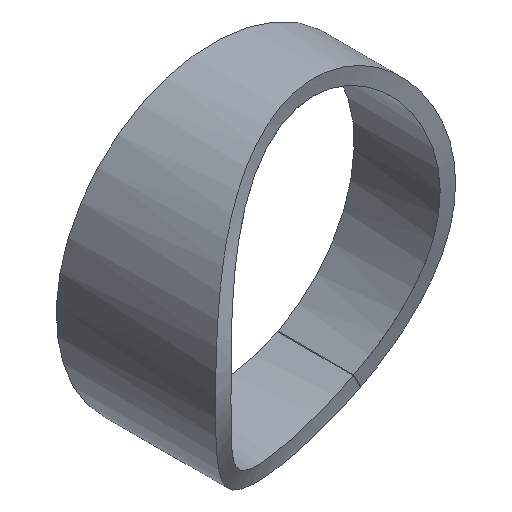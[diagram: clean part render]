
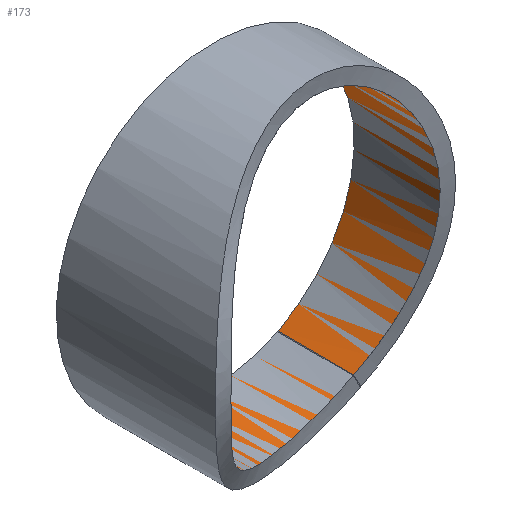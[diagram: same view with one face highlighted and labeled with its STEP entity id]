
A CAD part, isometric view. The second image highlights one B-rep face of the part: STEP entity #173.
In plain terms, the highlighted cylindrical face has radius 229 mm (diameter 458 mm), a partial arc.
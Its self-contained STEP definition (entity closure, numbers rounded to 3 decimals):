
#68=CARTESIAN_POINT('',(0.0,0.0,0.0));
#69=DIRECTION('',(0.0,1.0,0.0));
#70=DIRECTION('',(-1.0,0.0,0.0));
#71=AXIS2_PLACEMENT_3D('',#68,#69,#70);
#72=CYLINDRICAL_SURFACE('',#71,229.);
#73=CARTESIAN_POINT('',(104.554,480.,-203.739));
#74=VERTEX_POINT('',#73);
#75=CARTESIAN_POINT('',(105.443,480.,-203.28));
#76=VERTEX_POINT('',#75);
#77=CARTESIAN_POINT('',(104.554,480.,-203.739));
#78=CARTESIAN_POINT('',(96.554,479.992,-207.844));
#79=CARTESIAN_POINT('',(80.04,479.575,-215.125));
#80=CARTESIAN_POINT('',(58.57,477.889,-221.696));
#81=CARTESIAN_POINT('',(41.244,475.807,-225.384));
#82=CARTESIAN_POINT('',(28.265,473.887,-227.374));
#83=CARTESIAN_POINT('',(15.393,471.622,-228.602));
#84=CARTESIAN_POINT('',(4.828,469.465,-229.016));
#85=CARTESIAN_POINT('',(-3.472,467.597,-229.002));
#86=CARTESIAN_POINT('',(-11.821,465.603,-228.763));
#87=CARTESIAN_POINT('',(-26.462,461.786,-227.734));
#88=CARTESIAN_POINT('',(-55.733,452.891,-223.252));
#89=CARTESIAN_POINT('',(-96.063,436.842,-209.911));
#90=CARTESIAN_POINT('',(-128.097,419.948,-190.72));
#91=CARTESIAN_POINT('',(-146.954,408.604,-175.763));
#92=CARTESIAN_POINT('',(-154.369,403.917,-169.23));
#93=CARTESIAN_POINT('',(-161.452,399.277,-162.481));
#94=CARTESIAN_POINT('',(-166.804,395.652,-156.982));
#95=CARTESIAN_POINT('',(-175.976,389.238,-146.816));
#96=CARTESIAN_POINT('',(-187.199,380.955,-132.65));
#97=CARTESIAN_POINT('',(-204.865,366.862,-104.693));
#98=CARTESIAN_POINT('',(-217.088,355.972,-75.802));
#99=CARTESIAN_POINT('',(-223.432,350.053,-50.752));
#100=CARTESIAN_POINT('',(-225.627,347.976,-39.479));
#101=CARTESIAN_POINT('',(-227.393,346.291,-28.123));
#102=CARTESIAN_POINT('',(-228.516,345.206,-16.702));
#103=CARTESIAN_POINT('',(-228.991,344.747,-5.29));
#104=CARTESIAN_POINT('',(-229.072,344.666,11.736));
#105=CARTESIAN_POINT('',(-226.784,346.896,37.548));
#106=CARTESIAN_POINT('',(-218.577,354.636,71.13));
#107=CARTESIAN_POINT('',(-205.614,366.127,102.674));
#108=CARTESIAN_POINT('',(-188.581,379.999,131.291));
#109=CARTESIAN_POINT('',(-173.417,391.13,150.027));
#110=CARTESIAN_POINT('',(-162.755,398.398,161.156));
#111=CARTESIAN_POINT('',(-155.342,403.312,168.401));
#112=CARTESIAN_POINT('',(-141.472,412.074,180.612));
#113=CARTESIAN_POINT('',(-113.477,428.121,200.565));
#114=CARTESIAN_POINT('',(-72.519,447.,219.211));
#115=CARTESIAN_POINT('',(-35.479,459.326,226.886));
#116=CARTESIAN_POINT('',(-13.142,465.281,228.713));
#117=CARTESIAN_POINT('',(-2.032,467.961,229.081));
#118=CARTESIAN_POINT('',(9.086,470.366,228.911));
#119=CARTESIAN_POINT('',(24.241,473.269,227.938));
#120=CARTESIAN_POINT('',(47.323,476.826,224.71));
#121=CARTESIAN_POINT('',(78.106,479.652,216.279));
#122=CARTESIAN_POINT('',(111.071,480.308,201.341));
#123=CARTESIAN_POINT('',(136.002,479.154,184.897));
#124=CARTESIAN_POINT('',(151.601,477.765,171.8));
#125=CARTESIAN_POINT('',(159.91,476.862,163.993));
#126=CARTESIAN_POINT('',(171.867,475.409,151.898));
#127=CARTESIAN_POINT('',(188.612,472.814,131.498));
#128=CARTESIAN_POINT('',(206.814,469.169,100.511));
#129=CARTESIAN_POINT('',(220.022,466.055,66.834));
#130=CARTESIAN_POINT('',(226.85,464.28,35.684));
#131=CARTESIAN_POINT('',(228.717,463.782,14.37));
#132=CARTESIAN_POINT('',(229.004,463.706,2.923));
#133=CARTESIAN_POINT('',(229.009,463.703,-4.642));
#134=CARTESIAN_POINT('',(228.511,463.841,-18.041));
#135=CARTESIAN_POINT('',(225.244,464.699,-47.202));
#136=CARTESIAN_POINT('',(212.993,467.856,-89.833));
#137=CARTESIAN_POINT('',(190.559,472.535,-129.152));
#138=CARTESIAN_POINT('',(172.387,475.294,-151.059));
#139=CARTESIAN_POINT('',(163.52,476.427,-160.363));
#140=CARTESIAN_POINT('',(157.499,477.138,-166.333));
#141=CARTESIAN_POINT('',(146.363,478.293,-176.497));
#142=CARTESIAN_POINT('',(128.854,479.578,-189.938));
#143=CARTESIAN_POINT('',(113.423,479.992,-199.141));
#144=CARTESIAN_POINT('',(105.443,480.,-203.28));
#145=B_SPLINE_CURVE_WITH_KNOTS('',3,(#77,#78,#79,#80,#81,#82,#83,#84,#85,#86,#87,#88,#89,#90,#91,#92,#93,#94,#95,#96,#97,#98,#99,#100,#101,#102,#103,#104,#105,#106,#107,#108,#109,#110,#111,#112,#113,#114,#115,#116,#117,#118,#119,#120,#121,#122,#123,#124,#125,#126,#127,#128,#129,#130,#131,#132,#133,#134,#135,#136,#137,#138,#139,#140,#141,#142,#143,#144),.UNSPECIFIED.,.F.,.U.,(4,1,1,1,1,1,1,1,1,1,1,1,1,1,1,1,1,1,1,1,1,1,1,1,1,1,1,1,1,1,1,1,1,1,1,1,1,1,1,1,1,1,1,1,1,1,1,1,1,1,1,1,1,1,1,1,1,1,1,1,1,1,1,1,1,4),(-47.366,-44.811,-42.256,-40.979,-39.702,-38.424,-37.147,-36.508,-35.87,-34.592,-32.037,-26.928,-21.818,-20.541,-19.264,-18.625,-17.348,-16.709,-14.154,-11.6,-6.49,-4.787,-3.935,-3.084,-1.381,-0.529,0.323,3.729,7.135,10.541,13.948,17.354,18.206,19.057,20.76,24.167,29.844,34.386,35.521,36.657,37.792,38.927,41.198,44.605,48.011,51.417,53.12,53.972,54.824,58.23,61.636,65.042,68.449,70.72,71.287,71.855,72.991,75.261,80.371,85.48,88.035,88.674,89.312,90.59,93.145,95.699),.UNSPECIFIED.);
#146=EDGE_CURVE('',#74,#76,#145,.T.);
#147=ORIENTED_EDGE('',*,*,#146,.F.);
#148=CARTESIAN_POINT('',(104.554,603.0,-203.739));
#149=VERTEX_POINT('',#148);
#150=CARTESIAN_POINT('',(104.554,603.0,-203.739));
#151=DIRECTION('',(0.0,-1.0,0.0));
#152=VECTOR('',#151,123.);
#153=LINE('',#150,#152);
#154=EDGE_CURVE('',#149,#74,#153,.T.);
#155=ORIENTED_EDGE('',*,*,#154,.F.);
#156=CARTESIAN_POINT('',(105.443,603.0,-203.28));
#157=VERTEX_POINT('',#156);
#158=CARTESIAN_POINT('',(0.0,603.0,0.0));
#159=DIRECTION('',(0.0,-1.0,0.0));
#160=DIRECTION('',(-1.0,0.0,0.0));
#161=AXIS2_PLACEMENT_3D('',#158,#159,#160);
#162=CIRCLE('',#161,229.);
#163=EDGE_CURVE('',#157,#149,#162,.T.);
#164=ORIENTED_EDGE('',*,*,#163,.F.);
#165=CARTESIAN_POINT('',(105.443,480.,-203.28));
#166=DIRECTION('',(0.0,1.0,0.0));
#167=VECTOR('',#166,123.);
#168=LINE('',#165,#167);
#169=EDGE_CURVE('',#76,#157,#168,.T.);
#170=ORIENTED_EDGE('',*,*,#169,.F.);
#171=EDGE_LOOP('',(#147,#155,#164,#170));
#172=FACE_OUTER_BOUND('',#171,.T.);
#173=ADVANCED_FACE('',(#172),#72,.F.);
